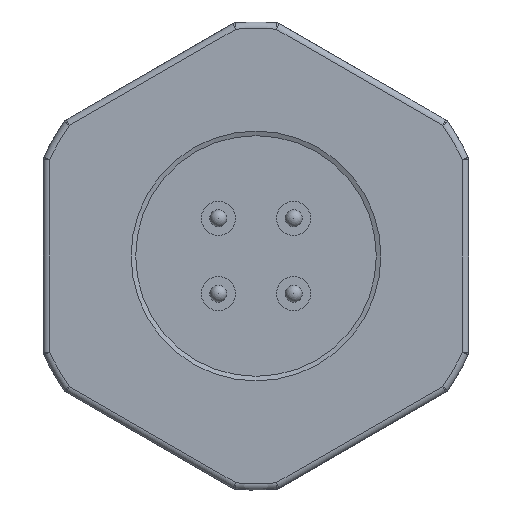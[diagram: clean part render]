
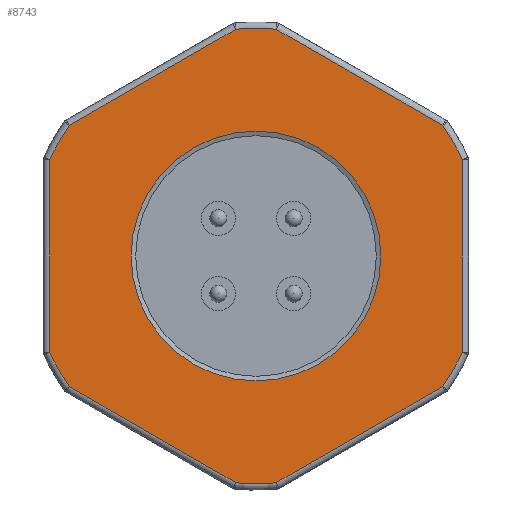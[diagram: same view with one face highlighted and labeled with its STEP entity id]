
A CAD part, left-side view. The second image highlights one B-rep face of the part: STEP entity #8743.
In plain terms, the highlighted planar face has unit normal (-1, 0, 0).
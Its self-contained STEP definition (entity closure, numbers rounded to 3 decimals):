
#513=LINE('',#24955,#1302);
#514=LINE('',#24959,#1303);
#515=LINE('',#24963,#1304);
#516=LINE('',#24967,#1305);
#517=LINE('',#24971,#1306);
#518=LINE('',#24975,#1307);
#1302=VECTOR('',#10737,1000.);
#1303=VECTOR('',#10740,1000.);
#1304=VECTOR('',#10743,1000.);
#1305=VECTOR('',#10746,1000.);
#1306=VECTOR('',#10749,1000.);
#1307=VECTOR('',#10752,1000.);
#1981=PLANE('',#9460);
#2877=ORIENTED_EDGE('',*,*,#5180,.T.);
#2878=ORIENTED_EDGE('',*,*,#5181,.T.);
#2879=ORIENTED_EDGE('',*,*,#5182,.T.);
#2880=ORIENTED_EDGE('',*,*,#5183,.T.);
#2881=ORIENTED_EDGE('',*,*,#5184,.T.);
#2882=ORIENTED_EDGE('',*,*,#5185,.T.);
#2883=ORIENTED_EDGE('',*,*,#5186,.T.);
#2884=ORIENTED_EDGE('',*,*,#5187,.T.);
#2885=ORIENTED_EDGE('',*,*,#5188,.T.);
#2886=ORIENTED_EDGE('',*,*,#5189,.T.);
#2887=ORIENTED_EDGE('',*,*,#5190,.T.);
#2888=ORIENTED_EDGE('',*,*,#5191,.T.);
#2889=ORIENTED_EDGE('',*,*,#5192,.T.);
#5180=EDGE_CURVE('',#6345,#6345,#6989,.T.);
#5181=EDGE_CURVE('',#6346,#6347,#6990,.F.);
#5182=EDGE_CURVE('',#6347,#6348,#513,.F.);
#5183=EDGE_CURVE('',#6348,#6349,#6991,.F.);
#5184=EDGE_CURVE('',#6349,#6350,#514,.F.);
#5185=EDGE_CURVE('',#6350,#6351,#6992,.F.);
#5186=EDGE_CURVE('',#6351,#6352,#515,.F.);
#5187=EDGE_CURVE('',#6352,#6353,#6993,.F.);
#5188=EDGE_CURVE('',#6353,#6354,#516,.F.);
#5189=EDGE_CURVE('',#6354,#6355,#6994,.F.);
#5190=EDGE_CURVE('',#6355,#6356,#517,.F.);
#5191=EDGE_CURVE('',#6356,#6357,#6995,.F.);
#5192=EDGE_CURVE('',#6357,#6346,#518,.F.);
#6345=VERTEX_POINT('',#24951);
#6346=VERTEX_POINT('',#24953);
#6347=VERTEX_POINT('',#24954);
#6348=VERTEX_POINT('',#24956);
#6349=VERTEX_POINT('',#24958);
#6350=VERTEX_POINT('',#24960);
#6351=VERTEX_POINT('',#24962);
#6352=VERTEX_POINT('',#24964);
#6353=VERTEX_POINT('',#24966);
#6354=VERTEX_POINT('',#24968);
#6355=VERTEX_POINT('',#24970);
#6356=VERTEX_POINT('',#24972);
#6357=VERTEX_POINT('',#24974);
#6989=CIRCLE('',#9461,5.87);
#6990=CIRCLE('',#9462,10.7);
#6991=CIRCLE('',#9463,10.7);
#6992=CIRCLE('',#9464,10.7);
#6993=CIRCLE('',#9465,10.7);
#6994=CIRCLE('',#9466,10.7);
#6995=CIRCLE('',#9467,10.7);
#7382=EDGE_LOOP('',(#2877));
#7383=EDGE_LOOP('',(#2878,#2879,#2880,#2881,#2882,#2883,#2884,#2885,#2886,
#2887,#2888,#2889));
#8023=FACE_BOUND('',#7382,.T.);
#8024=FACE_BOUND('',#7383,.T.);
#8743=ADVANCED_FACE('',(#8023,#8024),#1981,.F.);
#9460=AXIS2_PLACEMENT_3D('',#24949,#10731,#10732);
#9461=AXIS2_PLACEMENT_3D('',#24950,#10733,#10734);
#9462=AXIS2_PLACEMENT_3D('',#24952,#10735,#10736);
#9463=AXIS2_PLACEMENT_3D('',#24957,#10738,#10739);
#9464=AXIS2_PLACEMENT_3D('',#24961,#10741,#10742);
#9465=AXIS2_PLACEMENT_3D('',#24965,#10744,#10745);
#9466=AXIS2_PLACEMENT_3D('',#24969,#10747,#10748);
#9467=AXIS2_PLACEMENT_3D('',#24973,#10750,#10751);
#10731=DIRECTION('',(1.,0.,0.));
#10732=DIRECTION('',(0.,0.,-1.));
#10733=DIRECTION('',(1.,0.,0.));
#10734=DIRECTION('',(0.,0.,-1.));
#10735=DIRECTION('',(1.,0.,0.));
#10736=DIRECTION('',(0.,0.,-1.));
#10737=DIRECTION('',(0.,1.,0.));
#10738=DIRECTION('',(1.,0.,0.));
#10739=DIRECTION('',(0.,0.,-1.));
#10740=DIRECTION('',(0.,0.5,-0.866));
#10741=DIRECTION('',(1.,0.,0.));
#10742=DIRECTION('',(0.,0.,-1.));
#10743=DIRECTION('',(0.,-0.5,-0.866));
#10744=DIRECTION('',(1.,0.,0.));
#10745=DIRECTION('',(0.,0.,-1.));
#10746=DIRECTION('',(0.,-1.,0.));
#10747=DIRECTION('',(1.,0.,0.));
#10748=DIRECTION('',(0.,0.,-1.));
#10749=DIRECTION('',(0.,-0.5,0.866));
#10750=DIRECTION('',(1.,0.,0.));
#10751=DIRECTION('',(0.,0.,-1.));
#10752=DIRECTION('',(0.,0.5,0.866));
#24949=CARTESIAN_POINT('',(-1.5,0.,0.));
#24950=CARTESIAN_POINT('',(-1.5,0.,0.));
#24951=CARTESIAN_POINT('',(-1.5,0.,-5.87));
#24952=CARTESIAN_POINT('',(-1.5,0.,0.));
#24953=CARTESIAN_POINT('',(-1.5,6.142,-8.762));
#24954=CARTESIAN_POINT('',(-1.5,4.517,-9.7));
#24955=CARTESIAN_POINT('',(-1.5,0.,-9.7));
#24956=CARTESIAN_POINT('',(-1.5,-4.517,-9.7));
#24957=CARTESIAN_POINT('',(-1.5,0.,0.));
#24958=CARTESIAN_POINT('',(-1.5,-6.142,-8.762));
#24959=CARTESIAN_POINT('',(-1.5,-8.4,-4.85));
#24960=CARTESIAN_POINT('',(-1.5,-10.659,-0.938));
#24961=CARTESIAN_POINT('',(-1.5,0.,0.));
#24962=CARTESIAN_POINT('',(-1.5,-10.659,0.938));
#24963=CARTESIAN_POINT('',(-1.5,-8.4,4.85));
#24964=CARTESIAN_POINT('',(-1.5,-6.142,8.762));
#24965=CARTESIAN_POINT('',(-1.5,0.,0.));
#24966=CARTESIAN_POINT('',(-1.5,-4.517,9.7));
#24967=CARTESIAN_POINT('',(-1.5,0.,9.7));
#24968=CARTESIAN_POINT('',(-1.5,4.517,9.7));
#24969=CARTESIAN_POINT('',(-1.5,0.,0.));
#24970=CARTESIAN_POINT('',(-1.5,6.142,8.762));
#24971=CARTESIAN_POINT('',(-1.5,8.4,4.85));
#24972=CARTESIAN_POINT('',(-1.5,10.659,0.938));
#24973=CARTESIAN_POINT('',(-1.5,0.,0.));
#24974=CARTESIAN_POINT('',(-1.5,10.659,-0.938));
#24975=CARTESIAN_POINT('',(-1.5,8.4,-4.85));
